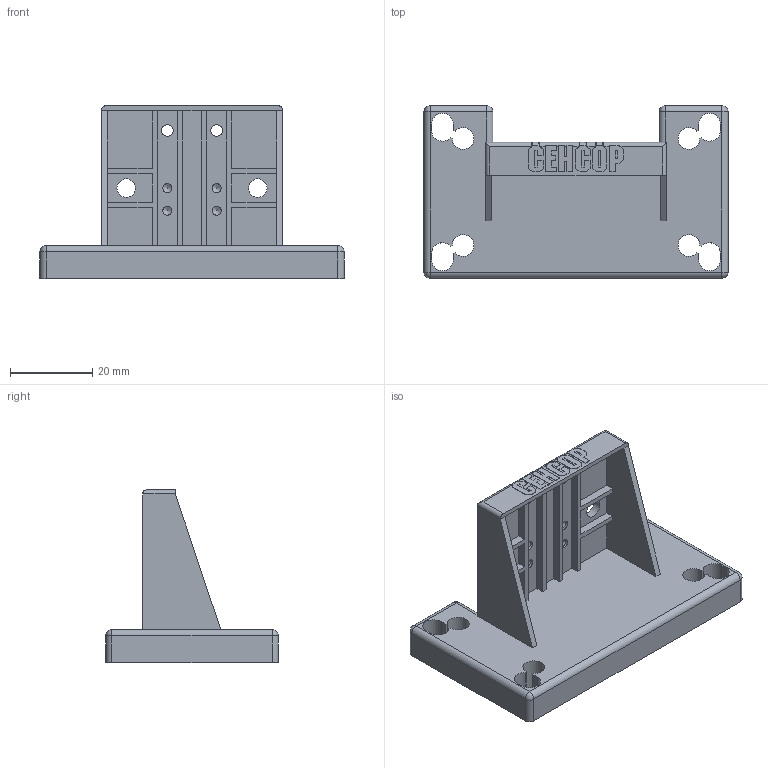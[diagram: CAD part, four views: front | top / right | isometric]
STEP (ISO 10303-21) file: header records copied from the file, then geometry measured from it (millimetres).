
FILE_DESCRIPTION(/* description */ ('Unknown'),/* implementation_level */ '2;1');
FILE_NAME(/* name */ '_PV-KU-S-P',/* time_stamp */ '2021-11-19T10:53:39+05:00',/* author */ ('Unknown'),/* organization */ ('Unknown'),/* preprocessor_version */ 'ST-DEVELOPER v16.7',/* originating_system */ 'Solid Edge',/* authorisation */ 'Unknown');
FILE_SCHEMA (('AUTOMOTIVE_DESIGN {1 0 10303 214 3 1 1}'));
Length unit declared in the file: millimetre
Products named in the file (1): ﾀ2.008 ﾊ煇鳫
Bounding box: 74 x 42 x 42.1 mm (x, y, z)
Volume: 13207.7 mm3; surface area: 17211.7 mm2
Topology: 1 solids, 1 shells, 277 faces, 757 edges, 488 vertices
Faces by surface type: plane 199, cylinder 60, sphere 6, cone 6, bspline 6
Full cylindrical faces by diameter (mm): 2.2 x6, 2.8 x2, 4.5 x2
Entity records: 8589 total; most frequent: CARTESIAN_POINT 1593, ORIENTED_EDGE 1454, DIRECTION 1379, EDGE_CURVE 727, LINE 595, VECTOR 595, VERTEX_POINT 486, AXIS2_PLACEMENT_3D 392
